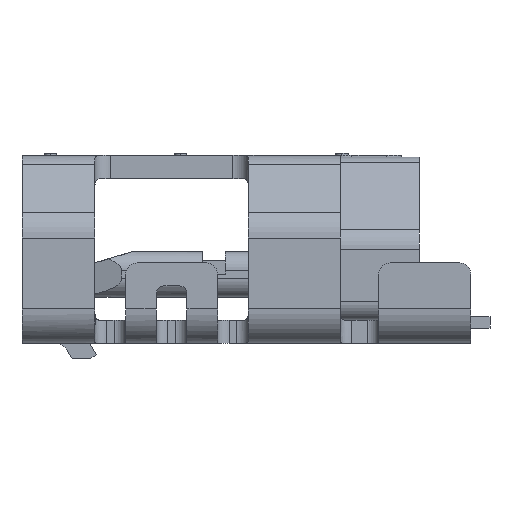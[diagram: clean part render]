
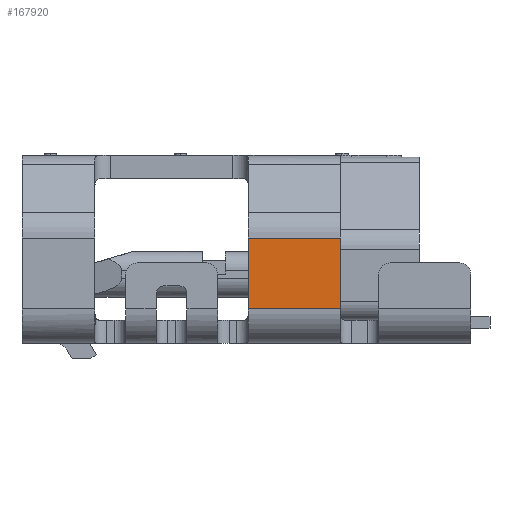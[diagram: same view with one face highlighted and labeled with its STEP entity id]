
A CAD part, left-side view. The second image highlights one B-rep face of the part: STEP entity #167920.
In plain terms, the highlighted planar face has unit normal (-1, 0, 0).
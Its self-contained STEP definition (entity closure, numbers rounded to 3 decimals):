
#1510=CARTESIAN_POINT('',(-3.75,1.1,-0.765));
#1520=VERTEX_POINT('',#1510);
#1550=CARTESIAN_POINT('',(-3.75,1.1,0.159));
#1560=DIRECTION('',(0.,0.,-1.));
#1570=VECTOR('',#1560,0.924);
#1580=LINE('',#1550,#1570);
#1590=CARTESIAN_POINT('',(-3.75,1.1,0.159));
#1600=VERTEX_POINT('',#1590);
#1610=EDGE_CURVE('',#1600,#1520,#1580,.T.);
#71690=CARTESIAN_POINT('',(-3.75,2.3,0.159));
#71700=VERTEX_POINT('',#71690);
#71730=CARTESIAN_POINT('',(-3.75,2.3,-0.765));
#71740=DIRECTION('',(0.,0.,1.));
#71750=VECTOR('',#71740,0.924);
#71760=LINE('',#71730,#71750);
#71770=CARTESIAN_POINT('',(-3.75,2.3,-0.765));
#71780=VERTEX_POINT('',#71770);
#71790=EDGE_CURVE('',#71780,#71700,#71760,.T.);
#167640=CARTESIAN_POINT('',(-3.75,0.95,-0.765));
#167650=DIRECTION('',(0.,-1.,0.));
#167660=VECTOR('',#167650,1.);
#167670=LINE('',#167640,#167660);
#167680=EDGE_CURVE('',#71780,#1520,#167670,.T.);
#167760=CARTESIAN_POINT('',(-3.75,5.25,-1.215));
#167770=DIRECTION('',(1.,0.,0.));
#167780=DIRECTION('',(0.,1.,0.));
#167790=AXIS2_PLACEMENT_3D('',#167760,#167770,#167780);
#167800=PLANE('',#167790);
#167810=CARTESIAN_POINT('',(-3.75,2.3,0.159));
#167820=DIRECTION('',(0.,-1.,0.));
#167830=VECTOR('',#167820,1.2);
#167840=LINE('',#167810,#167830);
#167850=EDGE_CURVE('',#71700,#1600,#167840,.T.);
#167860=ORIENTED_EDGE('',*,*,#167850,.F.);
#167870=ORIENTED_EDGE('',*,*,#1610,.F.);
#167880=ORIENTED_EDGE('',*,*,#167680,.T.);
#167890=ORIENTED_EDGE('',*,*,#71790,.F.);
#167900=EDGE_LOOP('',(#167890,#167880,#167870,#167860));
#167910=FACE_OUTER_BOUND('',#167900,.T.);
#167920=ADVANCED_FACE('',(#167910),#167800,.F.);
